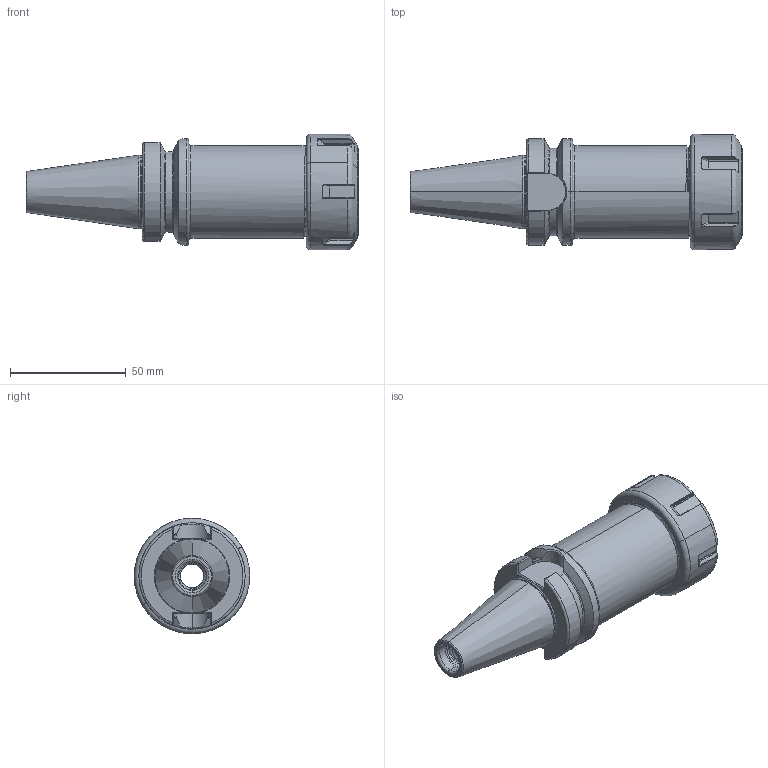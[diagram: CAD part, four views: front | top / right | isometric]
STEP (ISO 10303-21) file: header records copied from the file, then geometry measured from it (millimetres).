
FILE_DESCRIPTION (( 'STEP AP203' ), '1' );
FILE_NAME ('305.02.20.1.STEP', '2016-11-25T10:25:41', ( '' ), ( '' ), 'SwSTEP 2.0', 'SolidWorks 2012', '' );
FILE_SCHEMA (( 'CONFIG_CONTROL_DESIGN' ));
Length unit declared in the file: millimetre
Products named in the file (3): 305.02.20.1; 2-01.100.0320230C7_ER32螺帽(六溝)
Assembly tree (2 placements, depth 2):
  305.02.20.1
    305.02.20.1
    2-01.100.0320230C7_ER32螺帽(六溝)
Bounding box: 143.68 x 50 x 50 mm (x, y, z)
Volume: 117510.8 mm3; surface area: 37083.9 mm2
Topology: 2 solids, 2 shells, 364 faces, 912 edges, 555 vertices
Faces by surface type: cylinder 135, bspline 78, plane 72, torus 55, cone 24
Entity records: 24733 total; most frequent: CARTESIAN_POINT 17041, ORIENTED_EDGE 1824, DIRECTION 1186, EDGE_CURVE 912, VERTEX_POINT 555, AXIS2_PLACEMENT_3D 465, EDGE_LOOP 371, FACE_OUTER_BOUND 364
